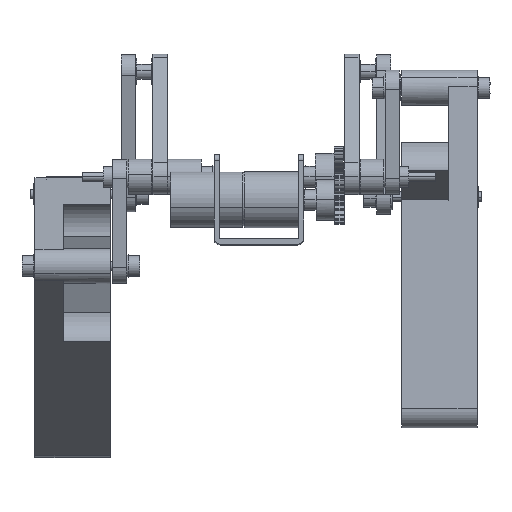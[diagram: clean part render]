
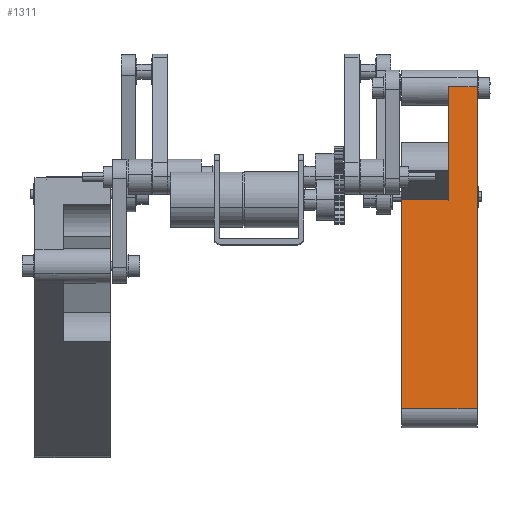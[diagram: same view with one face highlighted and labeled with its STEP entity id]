
A CAD part, top view. The second image highlights one B-rep face of the part: STEP entity #1311.
In plain terms, the highlighted face is planar.
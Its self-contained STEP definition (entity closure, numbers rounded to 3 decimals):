
#1311 = ADVANCED_FACE ( 'NONE', ( #41281 ), #19465, .F. ) ;
#2569 = EDGE_CURVE ( 'NONE', #37682, #45778, #30409, .T. ) ;
#2687 = VECTOR ( 'NONE', #11764, 1000. ) ;
#3067 = EDGE_LOOP ( 'NONE', ( #36744, #4468, #47438, #4763, #20899, #23671 ) ) ;
#4254 = LINE ( 'NONE', #26043, #7447 ) ;
#4468 = ORIENTED_EDGE ( 'NONE', *, *, #46304, .T. ) ;
#4763 = ORIENTED_EDGE ( 'NONE', *, *, #2569, .F. ) ;
#6047 = VERTEX_POINT ( 'NONE', #30198 ) ;
#6493 = EDGE_CURVE ( 'NONE', #6047, #46448, #4254, .T. ) ;
#7447 = VECTOR ( 'NONE', #19000, 1000. ) ;
#8100 = CARTESIAN_POINT ( 'NONE',  ( 32., -4.16, 44.34 ) ) ;
#8128 = AXIS2_PLACEMENT_3D ( 'NONE', #8100, #8575, #22872 ) ;
#8372 = CARTESIAN_POINT ( 'NONE',  ( 32., -118.46, -31.86 ) ) ;
#8575 = DIRECTION ( 'NONE',  ( 0., 0.555, -0.832 ) ) ;
#9963 = LINE ( 'NONE', #17471, #38595 ) ;
#11764 = DIRECTION ( 'NONE',  ( -1., 0., 0. ) ) ;
#12138 = CARTESIAN_POINT ( 'NONE',  ( 20., -44.182, 17.659 ) ) ;
#13846 = LINE ( 'NONE', #35906, #30268 ) ;
#13887 = LINE ( 'NONE', #24063, #20425 ) ;
#15522 = CARTESIAN_POINT ( 'NONE',  ( 32., -4.16, 44.34 ) ) ;
#17471 = CARTESIAN_POINT ( 'NONE',  ( 32., -4.16, 44.34 ) ) ;
#17826 = CARTESIAN_POINT ( 'NONE',  ( 20., -4.16, 44.34 ) ) ;
#19000 = DIRECTION ( 'NONE',  ( 0., 0.832, 0.555 ) ) ;
#19465 = PLANE ( 'NONE',  #8128 ) ;
#20146 = EDGE_CURVE ( 'NONE', #43293, #46448, #13887, .T. ) ;
#20425 = VECTOR ( 'NONE', #39323, 1000. ) ;
#20899 = ORIENTED_EDGE ( 'NONE', *, *, #25210, .F. ) ;
#21584 = CARTESIAN_POINT ( 'NONE',  ( 0., -44.182, 17.659 ) ) ;
#22872 = DIRECTION ( 'NONE',  ( 0., 0.832, 0.555 ) ) ;
#23671 = ORIENTED_EDGE ( 'NONE', *, *, #20146, .T. ) ;
#24063 = CARTESIAN_POINT ( 'NONE',  ( 32., -4.16, 44.34 ) ) ;
#24716 = DIRECTION ( 'NONE',  ( 0., -0.832, -0.555 ) ) ;
#25210 = EDGE_CURVE ( 'NONE', #43293, #37682, #9963, .T. ) ;
#26043 = CARTESIAN_POINT ( 'NONE',  ( 20., -7.5, 42.114 ) ) ;
#30040 = LINE ( 'NONE', #12138, #46375 ) ;
#30198 = CARTESIAN_POINT ( 'NONE',  ( 20., -44.182, 17.659 ) ) ;
#30268 = VECTOR ( 'NONE', #32264, 1000. ) ;
#30409 = LINE ( 'NONE', #8372, #2687 ) ;
#30830 = CARTESIAN_POINT ( 'NONE',  ( 0., -118.46, -31.86 ) ) ;
#32264 = DIRECTION ( 'NONE',  ( 0., -0.832, -0.555 ) ) ;
#33045 = EDGE_CURVE ( 'NONE', #46090, #45778, #13846, .T. ) ;
#34174 = DIRECTION ( 'NONE',  ( -1., 0., 0. ) ) ;
#35906 = CARTESIAN_POINT ( 'NONE',  ( 0., -4.16, 44.34 ) ) ;
#36744 = ORIENTED_EDGE ( 'NONE', *, *, #6493, .F. ) ;
#37682 = VERTEX_POINT ( 'NONE', #47724 ) ;
#38595 = VECTOR ( 'NONE', #24716, 1000. ) ;
#39323 = DIRECTION ( 'NONE',  ( -1., 0., 0. ) ) ;
#41281 = FACE_OUTER_BOUND ( 'NONE', #3067, .T. ) ;
#43293 = VERTEX_POINT ( 'NONE', #15522 ) ;
#45778 = VERTEX_POINT ( 'NONE', #30830 ) ;
#46090 = VERTEX_POINT ( 'NONE', #21584 ) ;
#46304 = EDGE_CURVE ( 'NONE', #6047, #46090, #30040, .T. ) ;
#46375 = VECTOR ( 'NONE', #34174, 1000. ) ;
#46448 = VERTEX_POINT ( 'NONE', #17826 ) ;
#47438 = ORIENTED_EDGE ( 'NONE', *, *, #33045, .T. ) ;
#47724 = CARTESIAN_POINT ( 'NONE',  ( 32., -118.46, -31.86 ) ) ;
